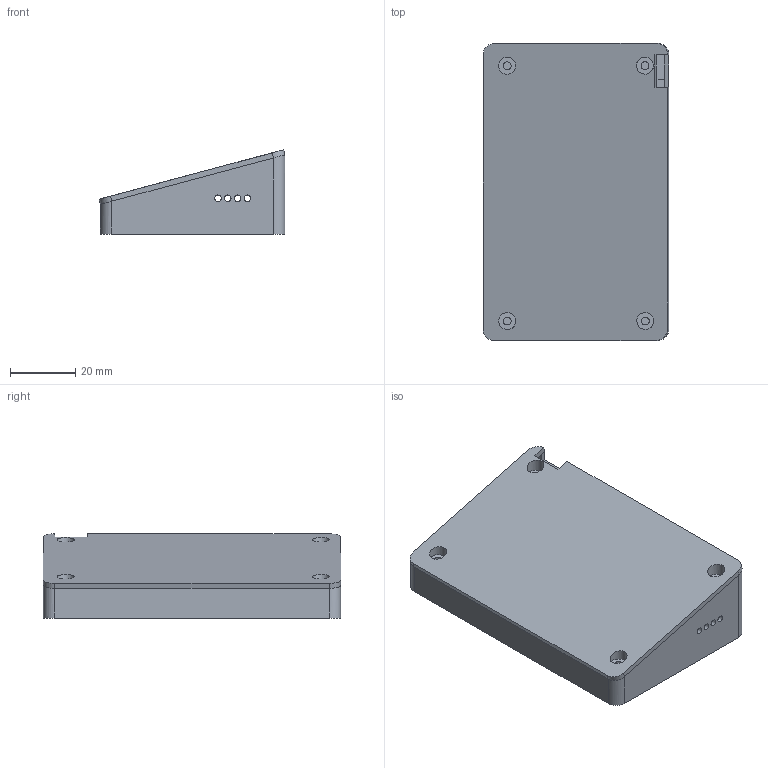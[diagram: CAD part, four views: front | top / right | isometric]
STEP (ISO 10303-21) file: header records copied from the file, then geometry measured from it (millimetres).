
FILE_DESCRIPTION(/* description */ (''),/* implementation_level */ '2;1');
FILE_NAME(/* name */ 'Berna_Fly_Clock_Thermometer_ESP32-2432S028R.step',/* time_stamp */ '2023-07-06T14:16:13+02:00',/* author */ (''),/* organization */ (''),/* preprocessor_version */ 'ST-DEVELOPER v19.2',/* originating_system */ 'Autodesk Translation Framework v12.6.0.85',/* authorisation */ '');
FILE_SCHEMA (('AUTOMOTIVE_DESIGN { 1 0 10303 214 3 1 1 }'));
Length unit declared in the file: millimetre
Products named in the file (1): Supporto display ESP32-2432S028
Bounding box: 56.91 x 91 x 25.83 mm (x, y, z)
Volume: 21816.7 mm3; surface area: 28867 mm2
Topology: 2 solids, 2 shells, 130 faces, 313 edges, 208 vertices
Faces by surface type: plane 84, cylinder 42, bspline 4
Full cylindrical faces by diameter (mm): 2 x14, 2.4 x4, 3.4 x4, 5.2 x8, 6.2 x4
Entity records: 3917 total; most frequent: CARTESIAN_POINT 672, DIRECTION 667, ORIENTED_EDGE 626, EDGE_CURVE 313, AXIS2_PLACEMENT_3D 227, LINE 213, VECTOR 213, VERTEX_POINT 208
